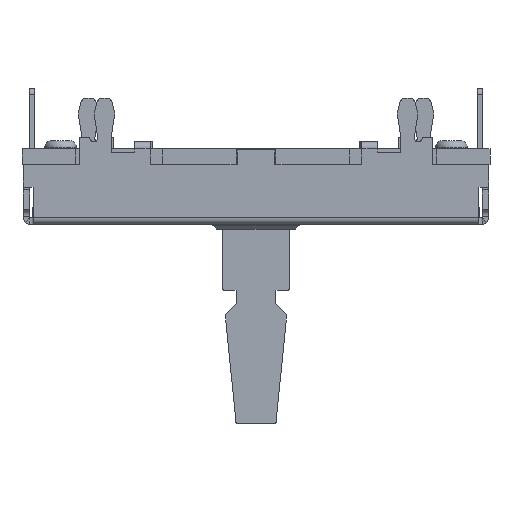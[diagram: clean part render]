
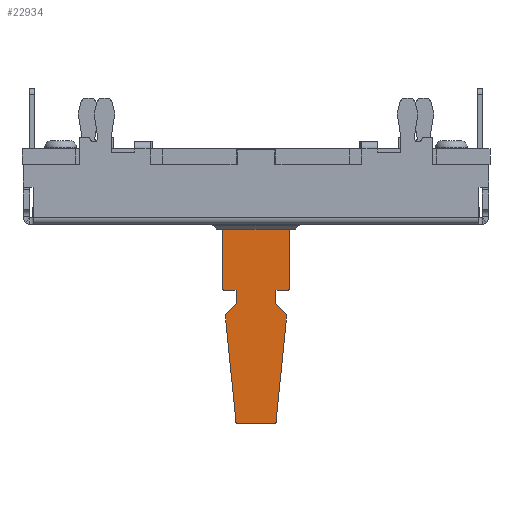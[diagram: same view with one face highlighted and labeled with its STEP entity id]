
A CAD part, front view. The second image highlights one B-rep face of the part: STEP entity #22934.
In plain terms, the highlighted planar face has unit normal (0, -1, 0).
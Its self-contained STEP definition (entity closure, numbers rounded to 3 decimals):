
#21333=CARTESIAN_POINT('',(16.19,4.05,-20.55));
#21334=DIRECTION('',(0.,-1.,0.));
#21335=DIRECTION('',(-0.995,0.,-0.1));
#21336=AXIS2_PLACEMENT_3D('',#21333,#21334,#21335);
#21338=DIRECTION('',(0.1,0.,-0.995));
#21339=VECTOR('',#21338,8.01);
#21340=CARTESIAN_POINT('',(15.294,4.05,-12.59));
#21341=LINE('',#21340,#21339);
#21342=CARTESIAN_POINT('',(15.393,4.05,-12.58));
#21343=DIRECTION('',(0.,-1.,0.));
#21344=DIRECTION('',(-0.741,0.,0.671));
#21345=AXIS2_PLACEMENT_3D('',#21342,#21343,#21344);
#21347=DIRECTION('',(-0.671,0.,-0.741));
#21348=VECTOR('',#21347,1.163);
#21349=CARTESIAN_POINT('',(16.1,4.05,-11.65));
#21350=LINE('',#21349,#21348);
#21351=CARTESIAN_POINT('',(15.2,4.05,-10.55));
#21352=DIRECTION('',(0.,-1.,0.));
#21353=DIRECTION('',(-1.,0.,0.));
#21354=AXIS2_PLACEMENT_3D('',#21351,#21352,#21353);
#21356=DIRECTION('',(0.,0.,-1.));
#21357=VECTOR('',#21356,4.5);
#21358=CARTESIAN_POINT('',(15.1,4.05,-6.05));
#21359=LINE('',#21358,#21357);
#21360=DIRECTION('',(1.,0.,0.));
#21361=VECTOR('',#21360,5.);
#21362=CARTESIAN_POINT('',(15.1,4.05,-6.05));
#21363=LINE('',#21362,#21361);
#21364=CARTESIAN_POINT('',(20.,4.05,-10.55));
#21365=DIRECTION('',(0.,-1.,0.));
#21366=DIRECTION('',(0.,0.,-1.));
#21367=AXIS2_PLACEMENT_3D('',#21364,#21365,#21366);
#21369=DIRECTION('',(-0.671,0.,0.741));
#21370=VECTOR('',#21369,1.163);
#21371=CARTESIAN_POINT('',(19.881,4.05,-12.513));
#21372=LINE('',#21371,#21370);
#21373=CARTESIAN_POINT('',(19.807,4.05,-12.58));
#21374=DIRECTION('',(0.,-1.,0.));
#21375=DIRECTION('',(0.995,0.,-0.1));
#21376=AXIS2_PLACEMENT_3D('',#21373,#21374,#21375);
#21378=DIRECTION('',(0.1,0.,0.995));
#21379=VECTOR('',#21378,8.01);
#21380=CARTESIAN_POINT('',(19.109,4.05,-20.56));
#21381=LINE('',#21380,#21379);
#21382=CARTESIAN_POINT('',(19.01,4.05,-20.55));
#21383=DIRECTION('',(0.,-1.,0.));
#21384=DIRECTION('',(0.,0.,-1.));
#21385=AXIS2_PLACEMENT_3D('',#21382,#21383,#21384);
#21449=DIRECTION('',(-1.,0.,0.));
#21450=VECTOR('',#21449,2.819);
#21451=CARTESIAN_POINT('',(19.01,4.05,-20.65));
#21452=LINE('',#21451,#21450);
#21477=DIRECTION('',(0.,0.,1.));
#21478=VECTOR('',#21477,1.);
#21479=CARTESIAN_POINT('',(19.1,4.05,-11.65));
#21480=LINE('',#21479,#21478);
#21493=DIRECTION('',(-1.,0.,0.));
#21494=VECTOR('',#21493,0.9);
#21495=CARTESIAN_POINT('',(20.,4.05,-10.65));
#21496=LINE('',#21495,#21494);
#21505=DIRECTION('',(0.,0.,-1.));
#21506=VECTOR('',#21505,4.5);
#21507=CARTESIAN_POINT('',(20.1,4.05,-6.05));
#21508=LINE('',#21507,#21506);
#22483=DIRECTION('',(1.,0.,0.));
#22484=VECTOR('',#22483,0.9);
#22485=CARTESIAN_POINT('',(15.2,4.05,-10.65));
#22486=LINE('',#22485,#22484);
#22499=DIRECTION('',(0.,0.,1.));
#22500=VECTOR('',#22499,1.);
#22501=CARTESIAN_POINT('',(16.1,4.05,-11.65));
#22502=LINE('',#22501,#22500);
#22706=CARTESIAN_POINT('',(15.1,4.05,-6.05));
#22708=VERTEX_POINT('',#22706);
#22711=CARTESIAN_POINT('',(20.1,4.05,-6.05));
#22712=VERTEX_POINT('',#22711);
#22714=CARTESIAN_POINT('',(15.1,4.05,-10.55));
#22716=VERTEX_POINT('',#22714);
#22717=CARTESIAN_POINT('',(15.2,4.05,-10.65));
#22718=VERTEX_POINT('',#22717);
#22721=CARTESIAN_POINT('',(16.091,4.05,-20.56));
#22722=CARTESIAN_POINT('',(16.19,4.05,-20.65));
#22723=VERTEX_POINT('',#22721);
#22724=VERTEX_POINT('',#22722);
#22725=CARTESIAN_POINT('',(15.294,4.05,-12.59));
#22726=VERTEX_POINT('',#22725);
#22727=CARTESIAN_POINT('',(15.319,4.05,-12.513));
#22728=VERTEX_POINT('',#22727);
#22729=CARTESIAN_POINT('',(16.1,4.05,-11.65));
#22730=VERTEX_POINT('',#22729);
#22731=CARTESIAN_POINT('',(16.1,4.05,-10.65));
#22732=VERTEX_POINT('',#22731);
#22733=CARTESIAN_POINT('',(20.1,4.05,-10.55));
#22734=VERTEX_POINT('',#22733);
#22735=CARTESIAN_POINT('',(20.,4.05,-10.65));
#22736=VERTEX_POINT('',#22735);
#22737=CARTESIAN_POINT('',(19.1,4.05,-10.65));
#22738=VERTEX_POINT('',#22737);
#22739=CARTESIAN_POINT('',(19.1,4.05,-11.65));
#22740=VERTEX_POINT('',#22739);
#22741=CARTESIAN_POINT('',(19.881,4.05,-12.513));
#22742=VERTEX_POINT('',#22741);
#22743=CARTESIAN_POINT('',(19.906,4.05,-12.59));
#22744=VERTEX_POINT('',#22743);
#22745=CARTESIAN_POINT('',(19.109,4.05,-20.56));
#22746=VERTEX_POINT('',#22745);
#22747=CARTESIAN_POINT('',(19.01,4.05,-20.65));
#22748=VERTEX_POINT('',#22747);
#22891=CARTESIAN_POINT('',(17.6,4.05,-13.35));
#22892=DIRECTION('',(0.,1.,0.));
#22893=DIRECTION('',(-1.,0.,0.));
#22894=AXIS2_PLACEMENT_3D('',#22891,#22892,#22893);
#22895=PLANE('',#22894);
#22897=ORIENTED_EDGE('',*,*,#22896,.F.);
#22899=ORIENTED_EDGE('',*,*,#22898,.F.);
#22901=ORIENTED_EDGE('',*,*,#22900,.F.);
#22903=ORIENTED_EDGE('',*,*,#22902,.F.);
#22905=ORIENTED_EDGE('',*,*,#22904,.T.);
#22907=ORIENTED_EDGE('',*,*,#22906,.F.);
#22909=ORIENTED_EDGE('',*,*,#22908,.F.);
#22911=ORIENTED_EDGE('',*,*,#22910,.F.);
#22913=ORIENTED_EDGE('',*,*,#22912,.T.);
#22915=ORIENTED_EDGE('',*,*,#22914,.T.);
#22917=ORIENTED_EDGE('',*,*,#22916,.F.);
#22919=ORIENTED_EDGE('',*,*,#22918,.T.);
#22921=ORIENTED_EDGE('',*,*,#22920,.F.);
#22923=ORIENTED_EDGE('',*,*,#22922,.F.);
#22925=ORIENTED_EDGE('',*,*,#22924,.F.);
#22927=ORIENTED_EDGE('',*,*,#22926,.F.);
#22929=ORIENTED_EDGE('',*,*,#22928,.F.);
#22931=ORIENTED_EDGE('',*,*,#22930,.T.);
#22932=EDGE_LOOP('',(#22897,#22899,#22901,#22903,#22905,#22907,#22909,#22911,
#22913,#22915,#22917,#22919,#22921,#22923,#22925,#22927,#22929,#22931));
#22933=FACE_OUTER_BOUND('',#22932,.F.);
#21337=CIRCLE('',#21336,0.1);
#21346=CIRCLE('',#21345,0.1);
#21355=CIRCLE('',#21354,0.1);
#21368=CIRCLE('',#21367,0.1);
#21377=CIRCLE('',#21376,0.1);
#21386=CIRCLE('',#21385,0.1);
#22896=EDGE_CURVE('',#22723,#22724,#21337,.T.);
#22898=EDGE_CURVE('',#22726,#22723,#21341,.T.);
#22900=EDGE_CURVE('',#22728,#22726,#21346,.T.);
#22902=EDGE_CURVE('',#22730,#22728,#21350,.T.);
#22904=EDGE_CURVE('',#22730,#22732,#22502,.T.);
#22906=EDGE_CURVE('',#22718,#22732,#22486,.T.);
#22908=EDGE_CURVE('',#22716,#22718,#21355,.T.);
#22910=EDGE_CURVE('',#22708,#22716,#21359,.T.);
#22912=EDGE_CURVE('',#22708,#22712,#21363,.T.);
#22914=EDGE_CURVE('',#22712,#22734,#21508,.T.);
#22916=EDGE_CURVE('',#22736,#22734,#21368,.T.);
#22918=EDGE_CURVE('',#22736,#22738,#21496,.T.);
#22920=EDGE_CURVE('',#22740,#22738,#21480,.T.);
#22922=EDGE_CURVE('',#22742,#22740,#21372,.T.);
#22924=EDGE_CURVE('',#22744,#22742,#21377,.T.);
#22926=EDGE_CURVE('',#22746,#22744,#21381,.T.);
#22928=EDGE_CURVE('',#22748,#22746,#21386,.T.);
#22930=EDGE_CURVE('',#22748,#22724,#21452,.T.);
#22934=ADVANCED_FACE('',(#22933),#22895,.F.);
